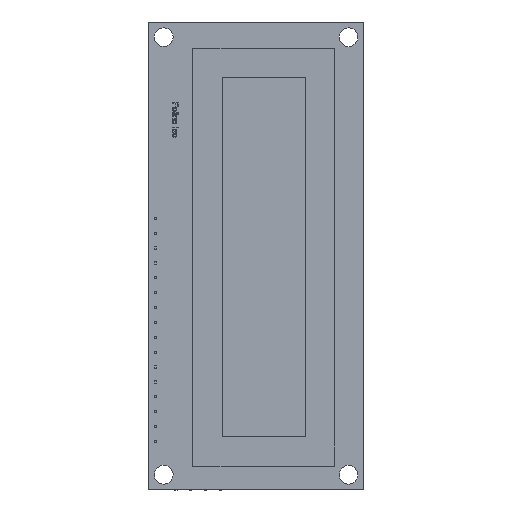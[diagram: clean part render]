
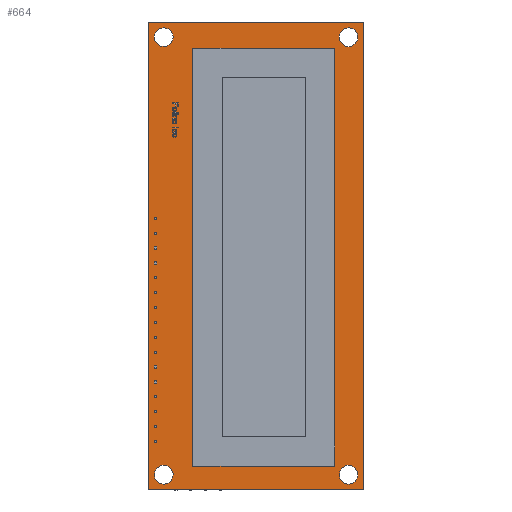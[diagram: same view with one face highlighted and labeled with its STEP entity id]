
A CAD part, top view. The second image highlights one B-rep face of the part: STEP entity #664.
In plain terms, the highlighted planar face has unit normal (0, 0, 1).
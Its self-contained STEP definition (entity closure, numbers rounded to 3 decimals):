
#18=(
BOUNDED_CURVE()
B_SPLINE_CURVE(2,(#7217,#7218,#7219,#7220,#7221),.UNSPECIFIED.,.F.,.F.)
B_SPLINE_CURVE_WITH_KNOTS((3,2,3),(0.,2.513,5.027),
 .UNSPECIFIED.)
CURVE()
GEOMETRIC_REPRESENTATION_ITEM()
RATIONAL_B_SPLINE_CURVE((1.,0.707,1.,0.707,1.))
REPRESENTATION_ITEM('')
);
#21=(
BOUNDED_CURVE()
B_SPLINE_CURVE(2,(#7229,#7230,#7231,#7232,#7233),.UNSPECIFIED.,.F.,.F.)
B_SPLINE_CURVE_WITH_KNOTS((3,2,3),(0.,2.513,5.027),
 .UNSPECIFIED.)
CURVE()
GEOMETRIC_REPRESENTATION_ITEM()
RATIONAL_B_SPLINE_CURVE((1.,0.707,1.,0.707,1.))
REPRESENTATION_ITEM('')
);
#24=(
BOUNDED_CURVE()
B_SPLINE_CURVE(2,(#7241,#7242,#7243,#7244,#7245),.UNSPECIFIED.,.F.,.F.)
B_SPLINE_CURVE_WITH_KNOTS((3,2,3),(0.,2.513,5.027),
 .UNSPECIFIED.)
CURVE()
GEOMETRIC_REPRESENTATION_ITEM()
RATIONAL_B_SPLINE_CURVE((1.,0.707,1.,0.707,1.))
REPRESENTATION_ITEM('')
);
#27=(
BOUNDED_CURVE()
B_SPLINE_CURVE(2,(#7253,#7254,#7255,#7256,#7257),.UNSPECIFIED.,.F.,.F.)
B_SPLINE_CURVE_WITH_KNOTS((3,2,3),(0.,2.513,5.027),
 .UNSPECIFIED.)
CURVE()
GEOMETRIC_REPRESENTATION_ITEM()
RATIONAL_B_SPLINE_CURVE((1.,0.707,1.,0.707,1.))
REPRESENTATION_ITEM('')
);
#31=(
BOUNDED_CURVE()
B_SPLINE_CURVE(2,(#7267,#7268,#7269,#7270,#7271),.UNSPECIFIED.,.F.,.F.)
B_SPLINE_CURVE_WITH_KNOTS((3,2,3),(5.027,7.54,10.053),
 .UNSPECIFIED.)
CURVE()
GEOMETRIC_REPRESENTATION_ITEM()
RATIONAL_B_SPLINE_CURVE((1.,0.707,1.,0.707,1.))
REPRESENTATION_ITEM('')
);
#34=(
BOUNDED_CURVE()
B_SPLINE_CURVE(2,(#7279,#7280,#7281,#7282,#7283),.UNSPECIFIED.,.F.,.F.)
B_SPLINE_CURVE_WITH_KNOTS((3,2,3),(5.027,7.54,10.053),
 .UNSPECIFIED.)
CURVE()
GEOMETRIC_REPRESENTATION_ITEM()
RATIONAL_B_SPLINE_CURVE((1.,0.707,1.,0.707,1.))
REPRESENTATION_ITEM('')
);
#37=(
BOUNDED_CURVE()
B_SPLINE_CURVE(2,(#7291,#7292,#7293,#7294,#7295),.UNSPECIFIED.,.F.,.F.)
B_SPLINE_CURVE_WITH_KNOTS((3,2,3),(5.027,7.54,10.053),
 .UNSPECIFIED.)
CURVE()
GEOMETRIC_REPRESENTATION_ITEM()
RATIONAL_B_SPLINE_CURVE((1.,0.707,1.,0.707,1.))
REPRESENTATION_ITEM('')
);
#40=(
BOUNDED_CURVE()
B_SPLINE_CURVE(2,(#7303,#7304,#7305,#7306,#7307),.UNSPECIFIED.,.F.,.F.)
B_SPLINE_CURVE_WITH_KNOTS((3,2,3),(5.027,7.54,10.053),
 .UNSPECIFIED.)
CURVE()
GEOMETRIC_REPRESENTATION_ITEM()
RATIONAL_B_SPLINE_CURVE((1.,0.707,1.,0.707,1.))
REPRESENTATION_ITEM('')
);
#305=FACE_BOUND('',#1272,.T.);
#306=FACE_BOUND('',#1273,.T.);
#307=FACE_BOUND('',#1274,.T.);
#308=FACE_BOUND('',#1275,.T.);
#664=ADVANCED_FACE('',(#963,#305,#306,#307,#308),#4436,.T.);
#963=FACE_OUTER_BOUND('',#1271,.T.);
#1271=EDGE_LOOP('',(#2174,#2175,#2176,#2177));
#1272=EDGE_LOOP('',(#2178,#2179));
#1273=EDGE_LOOP('',(#2180,#2181));
#1274=EDGE_LOOP('',(#2182,#2183));
#1275=EDGE_LOOP('',(#2184,#2185));
#2174=ORIENTED_EDGE('',*,*,#3030,.T.);
#2175=ORIENTED_EDGE('',*,*,#3034,.T.);
#2176=ORIENTED_EDGE('',*,*,#3037,.T.);
#2177=ORIENTED_EDGE('',*,*,#3039,.T.);
#2178=ORIENTED_EDGE('',*,*,#3041,.T.);
#2179=ORIENTED_EDGE('',*,*,#3054,.T.);
#2180=ORIENTED_EDGE('',*,*,#3044,.T.);
#2181=ORIENTED_EDGE('',*,*,#3057,.T.);
#2182=ORIENTED_EDGE('',*,*,#3047,.T.);
#2183=ORIENTED_EDGE('',*,*,#3060,.T.);
#2184=ORIENTED_EDGE('',*,*,#3050,.T.);
#2185=ORIENTED_EDGE('',*,*,#3063,.T.);
#3030=EDGE_CURVE('',#4127,#4126,#3654,.T.);
#3034=EDGE_CURVE('',#4126,#4129,#3658,.T.);
#3037=EDGE_CURVE('',#4129,#4131,#3661,.T.);
#3039=EDGE_CURVE('',#4131,#4127,#3663,.T.);
#3041=EDGE_CURVE('',#4133,#4140,#18,.T.);
#3044=EDGE_CURVE('',#4135,#4142,#21,.T.);
#3047=EDGE_CURVE('',#4137,#4144,#24,.T.);
#3050=EDGE_CURVE('',#4139,#4146,#27,.T.);
#3054=EDGE_CURVE('',#4140,#4133,#31,.T.);
#3057=EDGE_CURVE('',#4142,#4135,#34,.T.);
#3060=EDGE_CURVE('',#4144,#4137,#37,.T.);
#3063=EDGE_CURVE('',#4146,#4139,#40,.T.);
#3654=B_SPLINE_CURVE_WITH_KNOTS('',1,(#7192,#7193),.UNSPECIFIED.,.F.,.F.,
(2,2),(0.,36.8),.UNSPECIFIED.);
#3658=B_SPLINE_CURVE_WITH_KNOTS('',1,(#7200,#7201),.UNSPECIFIED.,.F.,.F.,
(2,2),(36.8,116.8),.UNSPECIFIED.);
#3661=B_SPLINE_CURVE_WITH_KNOTS('',1,(#7206,#7207),.UNSPECIFIED.,.F.,.F.,
(2,2),(116.8,153.6),.UNSPECIFIED.);
#3663=B_SPLINE_CURVE_WITH_KNOTS('',1,(#7210,#7211),.UNSPECIFIED.,.F.,.F.,
(2,2),(153.6,233.6),.UNSPECIFIED.);
#4126=VERTEX_POINT('',#7166);
#4127=VERTEX_POINT('',#7167);
#4129=VERTEX_POINT('',#7169);
#4131=VERTEX_POINT('',#7171);
#4133=VERTEX_POINT('',#7173);
#4135=VERTEX_POINT('',#7175);
#4137=VERTEX_POINT('',#7177);
#4139=VERTEX_POINT('',#7179);
#4140=VERTEX_POINT('',#7180);
#4142=VERTEX_POINT('',#7182);
#4144=VERTEX_POINT('',#7184);
#4146=VERTEX_POINT('',#7186);
#4436=PLANE('',#4703);
#4703=AXIS2_PLACEMENT_3D('',#7083,#4953,$);
#4953=DIRECTION('',(0.,0.,1.));
#7083=CARTESIAN_POINT('',(0.,0.,1.));
#7166=CARTESIAN_POINT('',(36.8,0.,1.));
#7167=CARTESIAN_POINT('',(0.,0.,1.));
#7169=CARTESIAN_POINT('',(36.8,80.,1.));
#7171=CARTESIAN_POINT('',(0.,80.,1.));
#7173=CARTESIAN_POINT('',(35.8,2.6,1.));
#7175=CARTESIAN_POINT('',(4.2,2.6,1.));
#7177=CARTESIAN_POINT('',(4.2,77.4,1.));
#7179=CARTESIAN_POINT('',(35.8,77.4,1.));
#7180=CARTESIAN_POINT('',(32.6,2.6,1.));
#7182=CARTESIAN_POINT('',(1.,2.6,1.));
#7184=CARTESIAN_POINT('',(1.,77.4,1.));
#7186=CARTESIAN_POINT('',(32.6,77.4,1.));
#7192=CARTESIAN_POINT('',(0.,0.,1.));
#7193=CARTESIAN_POINT('',(36.8,0.,1.));
#7200=CARTESIAN_POINT('',(36.8,0.,1.));
#7201=CARTESIAN_POINT('',(36.8,80.,1.));
#7206=CARTESIAN_POINT('',(36.8,80.,1.));
#7207=CARTESIAN_POINT('',(0.,80.,1.));
#7210=CARTESIAN_POINT('',(0.,80.,1.));
#7211=CARTESIAN_POINT('',(0.,0.,1.));
#7217=CARTESIAN_POINT('',(35.8,2.6,1.));
#7218=CARTESIAN_POINT('',(35.8,1.,1.));
#7219=CARTESIAN_POINT('',(34.2,1.,1.));
#7220=CARTESIAN_POINT('',(32.6,1.,1.));
#7221=CARTESIAN_POINT('',(32.6,2.6,1.));
#7229=CARTESIAN_POINT('',(4.2,2.6,1.));
#7230=CARTESIAN_POINT('',(4.2,1.,1.));
#7231=CARTESIAN_POINT('',(2.6,1.,1.));
#7232=CARTESIAN_POINT('',(1.,1.,1.));
#7233=CARTESIAN_POINT('',(1.,2.6,1.));
#7241=CARTESIAN_POINT('',(4.2,77.4,1.));
#7242=CARTESIAN_POINT('',(4.2,75.8,1.));
#7243=CARTESIAN_POINT('',(2.6,75.8,1.));
#7244=CARTESIAN_POINT('',(1.,75.8,1.));
#7245=CARTESIAN_POINT('',(1.,77.4,1.));
#7253=CARTESIAN_POINT('',(35.8,77.4,1.));
#7254=CARTESIAN_POINT('',(35.8,75.8,1.));
#7255=CARTESIAN_POINT('',(34.2,75.8,1.));
#7256=CARTESIAN_POINT('',(32.6,75.8,1.));
#7257=CARTESIAN_POINT('',(32.6,77.4,1.));
#7267=CARTESIAN_POINT('',(32.6,2.6,1.));
#7268=CARTESIAN_POINT('',(32.6,4.2,1.));
#7269=CARTESIAN_POINT('',(34.2,4.2,1.));
#7270=CARTESIAN_POINT('',(35.8,4.2,1.));
#7271=CARTESIAN_POINT('',(35.8,2.6,1.));
#7279=CARTESIAN_POINT('',(1.,2.6,1.));
#7280=CARTESIAN_POINT('',(1.,4.2,1.));
#7281=CARTESIAN_POINT('',(2.6,4.2,1.));
#7282=CARTESIAN_POINT('',(4.2,4.2,1.));
#7283=CARTESIAN_POINT('',(4.2,2.6,1.));
#7291=CARTESIAN_POINT('',(1.,77.4,1.));
#7292=CARTESIAN_POINT('',(1.,79.,1.));
#7293=CARTESIAN_POINT('',(2.6,79.,1.));
#7294=CARTESIAN_POINT('',(4.2,79.,1.));
#7295=CARTESIAN_POINT('',(4.2,77.4,1.));
#7303=CARTESIAN_POINT('',(32.6,77.4,1.));
#7304=CARTESIAN_POINT('',(32.6,79.,1.));
#7305=CARTESIAN_POINT('',(34.2,79.,1.));
#7306=CARTESIAN_POINT('',(35.8,79.,1.));
#7307=CARTESIAN_POINT('',(35.8,77.4,1.));
